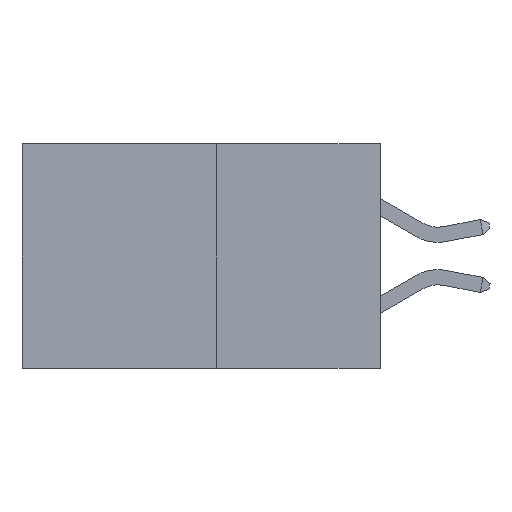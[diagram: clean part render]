
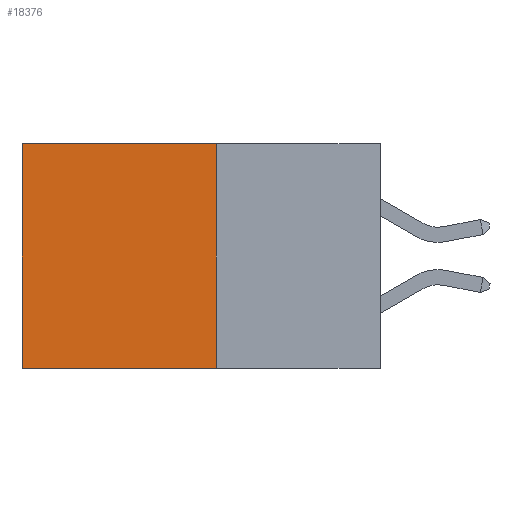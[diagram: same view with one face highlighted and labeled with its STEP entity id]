
A CAD part, left-side view. The second image highlights one B-rep face of the part: STEP entity #18376.
In plain terms, the highlighted planar face has unit normal (-1, 0, 0).
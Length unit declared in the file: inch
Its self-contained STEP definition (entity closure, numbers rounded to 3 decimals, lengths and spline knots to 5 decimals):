
#893 = EDGE_LOOP ( 'NONE', ( #28879, #11948, #27817, #1205 ) ) ;
#896 = CARTESIAN_POINT ( 'NONE',  ( 0.277, 0.27, -0.37 ) ) ;
#954 = VECTOR ( 'NONE', #29059, 39.37008 ) ;
#1016 = DIRECTION ( 'NONE',  ( 0., 0., -1. ) ) ;
#1205 = ORIENTED_EDGE ( 'NONE', *, *, #3211, .T. ) ;
#1719 = LINE ( 'NONE', #22778, #29658 ) ;
#2239 = EDGE_CURVE ( 'NONE', #4116, #19301, #13303, .T. ) ;
#3211 = EDGE_CURVE ( 'NONE', #11532, #6375, #9882, .T. ) ;
#4116 = VERTEX_POINT ( 'NONE', #13548 ) ;
#5394 = EDGE_CURVE ( 'NONE', #11532, #4116, #10564, .T. ) ;
#6152 = VECTOR ( 'NONE', #19424, 39.37008 ) ;
#6375 = VERTEX_POINT ( 'NONE', #19158 ) ;
#7243 = CARTESIAN_POINT ( 'NONE',  ( 0.277, 0.59, -0.37 ) ) ;
#9882 = LINE ( 'NONE', #26318, #954 ) ;
#10258 = DIRECTION ( 'NONE',  ( 0., 0., -1. ) ) ;
#10564 = LINE ( 'NONE', #23692, #24069 ) ;
#10840 = AXIS2_PLACEMENT_3D ( 'NONE', #896, #17265, #1016 ) ;
#11532 = VERTEX_POINT ( 'NONE', #24235 ) ;
#11948 = ORIENTED_EDGE ( 'NONE', *, *, #2239, .F. ) ;
#13303 = LINE ( 'NONE', #32889, #6152 ) ;
#13548 = CARTESIAN_POINT ( 'NONE',  ( 0.277, 0.27, -0.37 ) ) ;
#14517 = PLANE ( 'NONE',  #10840 ) ;
#17265 = DIRECTION ( 'NONE',  ( 1., 0., 0. ) ) ;
#17480 = DIRECTION ( 'NONE',  ( 0., 0., -1. ) ) ;
#18376 = ADVANCED_FACE ( 'NONE', ( #31063 ), #14517, .F. ) ;
#19158 = CARTESIAN_POINT ( 'NONE',  ( 0.277, 0.59, 0. ) ) ;
#19301 = VERTEX_POINT ( 'NONE', #7243 ) ;
#19424 = DIRECTION ( 'NONE',  ( 0., 1., 0. ) ) ;
#22778 = CARTESIAN_POINT ( 'NONE',  ( 0.277, 0.59, -0.37 ) ) ;
#23692 = CARTESIAN_POINT ( 'NONE',  ( 0.277, 0.27, -0.37 ) ) ;
#24069 = VECTOR ( 'NONE', #10258, 39.37008 ) ;
#24235 = CARTESIAN_POINT ( 'NONE',  ( 0.277, 0.27, 0. ) ) ;
#26318 = CARTESIAN_POINT ( 'NONE',  ( 0.277, 0.27, 0. ) ) ;
#27817 = ORIENTED_EDGE ( 'NONE', *, *, #5394, .F. ) ;
#28879 = ORIENTED_EDGE ( 'NONE', *, *, #31643, .T. ) ;
#29059 = DIRECTION ( 'NONE',  ( 0., 1., 0. ) ) ;
#29658 = VECTOR ( 'NONE', #17480, 39.37008 ) ;
#31063 = FACE_OUTER_BOUND ( 'NONE', #893, .T. ) ;
#31643 = EDGE_CURVE ( 'NONE', #6375, #19301, #1719, .T. ) ;
#32889 = CARTESIAN_POINT ( 'NONE',  ( 0.277, 0.27, -0.37 ) ) ;
